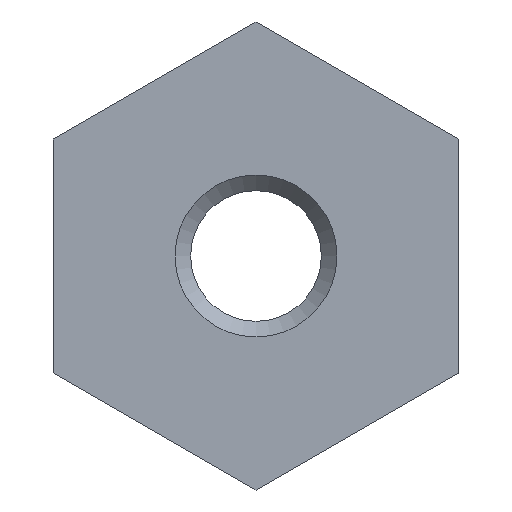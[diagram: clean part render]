
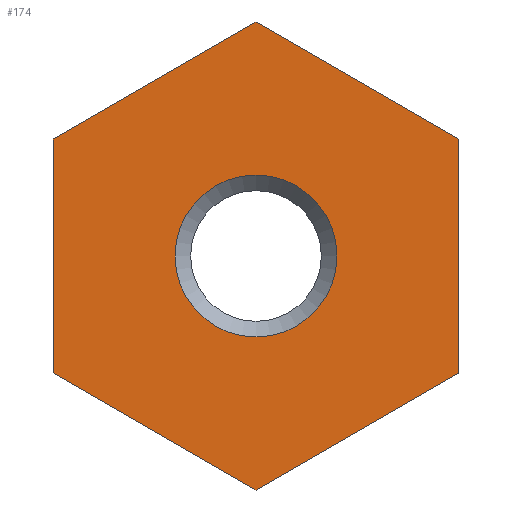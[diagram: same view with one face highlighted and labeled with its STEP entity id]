
A CAD part, front view. The second image highlights one B-rep face of the part: STEP entity #174.
In plain terms, the highlighted planar face has unit normal (0, -1, 0).
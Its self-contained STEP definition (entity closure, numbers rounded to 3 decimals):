
#84=CARTESIAN_POINT('',(5.188,0.0,0.));
#85=VERTEX_POINT('',#84);
#86=CARTESIAN_POINT('',(0.0,0.0,0.0));
#87=DIRECTION('',(0.0,-1.0,0.0));
#88=DIRECTION('',(-1.0,0.0,0.0));
#89=AXIS2_PLACEMENT_3D('',#86,#87,#88);
#90=CIRCLE('',#89,5.188);
#91=EDGE_CURVE('',#85,#85,#90,.T.);
#116=CARTESIAN_POINT('',(0.,0.0,0.));
#117=DIRECTION('',(0.0,-1.0,0.0));
#118=DIRECTION('',(0.0,0.0,-1.0));
#119=AXIS2_PLACEMENT_3D('',#116,#117,#118);
#120=PLANE('',#119);
#121=CARTESIAN_POINT('',(0.0,0.0,-15.0));
#122=VERTEX_POINT('',#121);
#123=CARTESIAN_POINT('',(12.99,0.0,-7.5));
#124=VERTEX_POINT('',#123);
#125=CARTESIAN_POINT('',(0.0,0.0,-15.0));
#126=DIRECTION('',(0.866,0.0,0.5));
#127=VECTOR('',#126,15.);
#128=LINE('',#125,#127);
#129=EDGE_CURVE('',#122,#124,#128,.T.);
#130=ORIENTED_EDGE('',*,*,#129,.T.);
#131=CARTESIAN_POINT('',(12.99,0.0,7.5));
#132=VERTEX_POINT('',#131);
#133=CARTESIAN_POINT('',(12.99,0.0,-7.5));
#134=DIRECTION('',(0.0,0.0,1.0));
#135=VECTOR('',#134,15.0);
#136=LINE('',#133,#135);
#137=EDGE_CURVE('',#124,#132,#136,.T.);
#138=ORIENTED_EDGE('',*,*,#137,.T.);
#139=CARTESIAN_POINT('',(0.,0.0,15.0));
#140=VERTEX_POINT('',#139);
#141=CARTESIAN_POINT('',(12.99,0.0,7.5));
#142=DIRECTION('',(-0.866,0.0,0.5));
#143=VECTOR('',#142,15.);
#144=LINE('',#141,#143);
#145=EDGE_CURVE('',#132,#140,#144,.T.);
#146=ORIENTED_EDGE('',*,*,#145,.T.);
#147=CARTESIAN_POINT('',(-12.99,0.0,7.5));
#148=VERTEX_POINT('',#147);
#149=CARTESIAN_POINT('',(0.,0.0,15.0));
#150=DIRECTION('',(-0.866,0.0,-0.5));
#151=VECTOR('',#150,15.);
#152=LINE('',#149,#151);
#153=EDGE_CURVE('',#140,#148,#152,.T.);
#154=ORIENTED_EDGE('',*,*,#153,.T.);
#155=CARTESIAN_POINT('',(-12.99,0.0,-7.5));
#156=VERTEX_POINT('',#155);
#157=CARTESIAN_POINT('',(-12.99,0.0,7.5));
#158=DIRECTION('',(0.0,0.0,-1.0));
#159=VECTOR('',#158,15.);
#160=LINE('',#157,#159);
#161=EDGE_CURVE('',#148,#156,#160,.T.);
#162=ORIENTED_EDGE('',*,*,#161,.T.);
#163=CARTESIAN_POINT('',(-12.99,0.0,-7.5));
#164=DIRECTION('',(0.866,0.0,-0.5));
#165=VECTOR('',#164,15.);
#166=LINE('',#163,#165);
#167=EDGE_CURVE('',#156,#122,#166,.T.);
#168=ORIENTED_EDGE('',*,*,#167,.T.);
#169=EDGE_LOOP('',(#130,#138,#146,#154,#162,#168));
#170=FACE_OUTER_BOUND('',#169,.T.);
#171=ORIENTED_EDGE('',*,*,#91,.F.);
#172=EDGE_LOOP('',(#171));
#173=FACE_BOUND('',#172,.T.);
#174=ADVANCED_FACE('',(#170,#173),#120,.T.);
